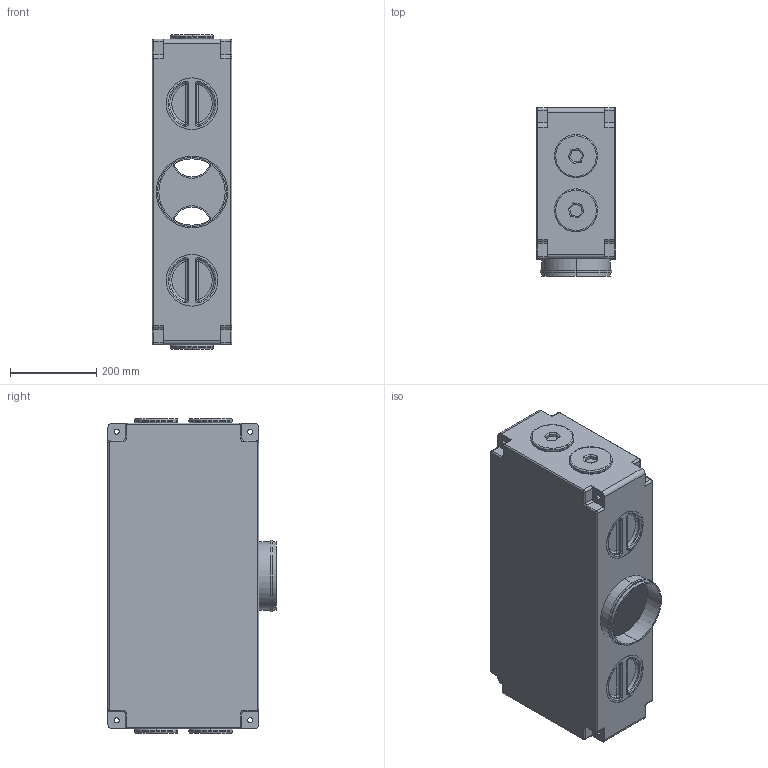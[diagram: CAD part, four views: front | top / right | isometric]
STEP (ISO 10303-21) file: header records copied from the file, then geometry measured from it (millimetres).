
FILE_DESCRIPTION (( 'STEP AP214' ), '1' );
FILE_NAME ('MF-V90-8.STEP', '2011-02-11T11:52:07', ( 'Wolfgang Schmidt' ), ( 'WS-KO' ), 'SwSTEP 2.0', 'SolidWorks 2009', '' );
FILE_SCHEMA (( 'AUTOMOTIVE_DESIGN' ));
Length unit declared in the file: millimetre
Products named in the file (1): MF-V90-8
Bounding box: 185 x 390 x 730 mm (x, y, z)
Volume: 3244137.9 mm3; surface area: 1879946.7 mm2
Topology: 5 solids, 5 shells, 455 faces, 1092 edges, 664 vertices
Faces by surface type: cylinder 228, plane 131, torus 80, sphere 16
Entity records: 13284 total; most frequent: DIRECTION 2524, CARTESIAN_POINT 2268, ORIENTED_EDGE 2152, EDGE_CURVE 1076, AXIS2_PLACEMENT_3D 1016, VERTEX_POINT 664, CIRCLE 560, EDGE_LOOP 520
